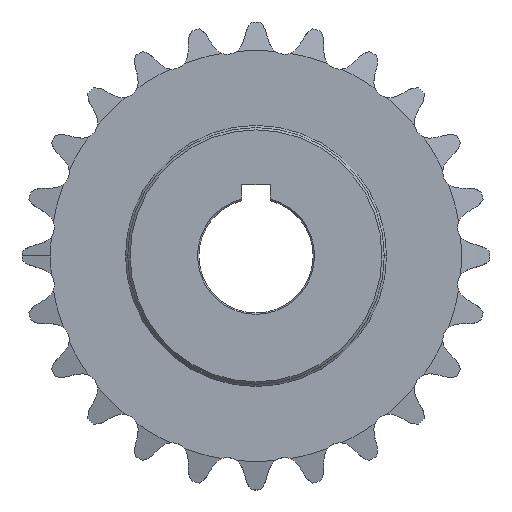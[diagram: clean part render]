
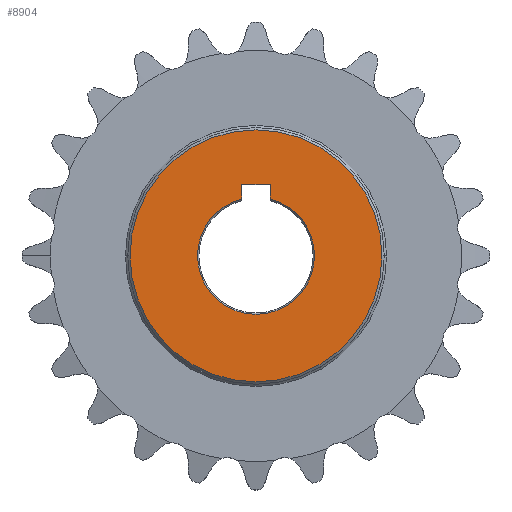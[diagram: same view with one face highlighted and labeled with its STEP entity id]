
A CAD part, top view. The second image highlights one B-rep face of the part: STEP entity #8904.
In plain terms, the highlighted planar face has unit normal (0, 0, 1).
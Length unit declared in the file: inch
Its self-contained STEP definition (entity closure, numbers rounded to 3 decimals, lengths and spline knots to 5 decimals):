
#20 = FACE_OUTER_BOUND ( 'NONE', #7720, .T. ) ;
#49 = VERTEX_POINT ( 'NONE', #9168 ) ;
#259 = CARTESIAN_POINT ( 'NONE',  ( 0., 0., 0.35 ) ) ;
#284 = CIRCLE ( 'NONE', #2672, 0.256 ) ;
#291 = DIRECTION ( 'NONE',  ( -1., 0., 0. ) ) ;
#363 = CARTESIAN_POINT ( 'NONE',  ( -0.0625, 0.24206, 0.35 ) ) ;
#484 = CARTESIAN_POINT ( 'NONE',  ( -0.0625, 0.24825, 0.35 ) ) ;
#499 = EDGE_CURVE ( 'NONE', #8064, #4974, #284, .T. ) ;
#633 = VECTOR ( 'NONE', #1877, 39.37008 ) ;
#955 = VERTEX_POINT ( 'NONE', #8483 ) ;
#1035 = EDGE_LOOP ( 'NONE', ( #9483, #5049, #8504, #5570, #2365, #8416 ) ) ;
#1134 = AXIS2_PLACEMENT_3D ( 'NONE', #3484, #8749, #4291 ) ;
#1223 = DIRECTION ( 'NONE',  ( 0., 0., -1. ) ) ;
#1227 = CARTESIAN_POINT ( 'NONE',  ( -0.0625, 0.313, 0.35 ) ) ;
#1263 = VECTOR ( 'NONE', #4348, 39.37008 ) ;
#1705 = DIRECTION ( 'NONE',  ( -1., 0., 0. ) ) ;
#1778 = DIRECTION ( 'NONE',  ( 0., 0., -1. ) ) ;
#1808 = CARTESIAN_POINT ( 'NONE',  ( 0., 0., 0.35 ) ) ;
#1877 = DIRECTION ( 'NONE',  ( 0., -1., 0. ) ) ;
#1990 = CIRCLE ( 'NONE', #4085, 0.5515 ) ;
#2043 = VECTOR ( 'NONE', #5393, 39.37008 ) ;
#2068 = ORIENTED_EDGE ( 'NONE', *, *, #6103, .T. ) ;
#2078 = FACE_BOUND ( 'NONE', #1035, .T. ) ;
#2237 = CARTESIAN_POINT ( 'NONE',  ( 0.0625, 0.24206, 0.35 ) ) ;
#2288 = LINE ( 'NONE', #2237, #2043 ) ;
#2363 = CARTESIAN_POINT ( 'NONE',  ( 0.5515, 0., 0.35 ) ) ;
#2365 = ORIENTED_EDGE ( 'NONE', *, *, #8468, .F. ) ;
#2395 = VERTEX_POINT ( 'NONE', #3647 ) ;
#2561 = VERTEX_POINT ( 'NONE', #5467 ) ;
#2629 = CARTESIAN_POINT ( 'NONE',  ( 0.256, 0., 0.35 ) ) ;
#2672 = AXIS2_PLACEMENT_3D ( 'NONE', #1808, #1778, #1705 ) ;
#2692 = AXIS2_PLACEMENT_3D ( 'NONE', #4359, #9580, #5145 ) ;
#3071 = LINE ( 'NONE', #1227, #1263 ) ;
#3253 = CARTESIAN_POINT ( 'NONE',  ( 0., 0., 0.35 ) ) ;
#3359 = PLANE ( 'NONE',  #6311 ) ;
#3363 = CARTESIAN_POINT ( 'NONE',  ( -0.256, 0., 0.35 ) ) ;
#3479 = EDGE_CURVE ( 'NONE', #2561, #955, #2288, .T. ) ;
#3484 = CARTESIAN_POINT ( 'NONE',  ( 0., 0., 0.35 ) ) ;
#3647 = CARTESIAN_POINT ( 'NONE',  ( -0.0625, 0.313, 0.35 ) ) ;
#4070 = DIRECTION ( 'NONE',  ( -1., 0., 0. ) ) ;
#4085 = AXIS2_PLACEMENT_3D ( 'NONE', #3253, #8544, #4070 ) ;
#4291 = DIRECTION ( 'NONE',  ( -1., 0., 0. ) ) ;
#4348 = DIRECTION ( 'NONE',  ( -1., 0., 0. ) ) ;
#4359 = CARTESIAN_POINT ( 'NONE',  ( 0., 0., 0.35 ) ) ;
#4455 = CIRCLE ( 'NONE', #1134, 0.256 ) ;
#4957 = DIRECTION ( 'NONE',  ( 0., 0., -1. ) ) ;
#4974 = VERTEX_POINT ( 'NONE', #484 ) ;
#5049 = ORIENTED_EDGE ( 'NONE', *, *, #6049, .T. ) ;
#5145 = DIRECTION ( 'NONE',  ( -1., 0., 0. ) ) ;
#5393 = DIRECTION ( 'NONE',  ( 0., 1., 0. ) ) ;
#5467 = CARTESIAN_POINT ( 'NONE',  ( 0.0625, 0.24825, 0.35 ) ) ;
#5509 = CIRCLE ( 'NONE', #8788, 0.256 ) ;
#5570 = ORIENTED_EDGE ( 'NONE', *, *, #499, .T. ) ;
#5783 = CIRCLE ( 'NONE', #2692, 0.5515 ) ;
#5877 = CARTESIAN_POINT ( 'NONE',  ( 0., 0., 0.35 ) ) ;
#6049 = EDGE_CURVE ( 'NONE', #2561, #8458, #4455, .T. ) ;
#6103 = EDGE_CURVE ( 'NONE', #7348, #49, #5783, .T. ) ;
#6196 = ORIENTED_EDGE ( 'NONE', *, *, #6429, .T. ) ;
#6311 = AXIS2_PLACEMENT_3D ( 'NONE', #259, #4957, #291 ) ;
#6429 = EDGE_CURVE ( 'NONE', #49, #7348, #1990, .T. ) ;
#6598 = DIRECTION ( 'NONE',  ( -1., 0., 0. ) ) ;
#6620 = EDGE_CURVE ( 'NONE', #955, #2395, #3071, .T. ) ;
#7348 = VERTEX_POINT ( 'NONE', #2363 ) ;
#7720 = EDGE_LOOP ( 'NONE', ( #6196, #2068 ) ) ;
#8064 = VERTEX_POINT ( 'NONE', #3363 ) ;
#8416 = ORIENTED_EDGE ( 'NONE', *, *, #6620, .F. ) ;
#8458 = VERTEX_POINT ( 'NONE', #2629 ) ;
#8468 = EDGE_CURVE ( 'NONE', #2395, #4974, #8494, .T. ) ;
#8483 = CARTESIAN_POINT ( 'NONE',  ( 0.0625, 0.313, 0.35 ) ) ;
#8494 = LINE ( 'NONE', #363, #633 ) ;
#8504 = ORIENTED_EDGE ( 'NONE', *, *, #9012, .T. ) ;
#8544 = DIRECTION ( 'NONE',  ( 0., 0., 1. ) ) ;
#8749 = DIRECTION ( 'NONE',  ( 0., 0., -1. ) ) ;
#8788 = AXIS2_PLACEMENT_3D ( 'NONE', #5877, #1223, #6598 ) ;
#8904 = ADVANCED_FACE ( 'NONE', ( #20, #2078 ), #3359, .F. ) ;
#9012 = EDGE_CURVE ( 'NONE', #8458, #8064, #5509, .T. ) ;
#9168 = CARTESIAN_POINT ( 'NONE',  ( -0.5515, 0., 0.35 ) ) ;
#9483 = ORIENTED_EDGE ( 'NONE', *, *, #3479, .F. ) ;
#9580 = DIRECTION ( 'NONE',  ( 0., 0., 1. ) ) ;
